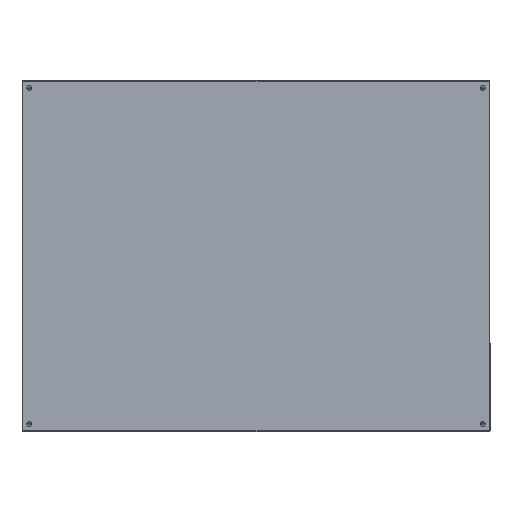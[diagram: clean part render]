
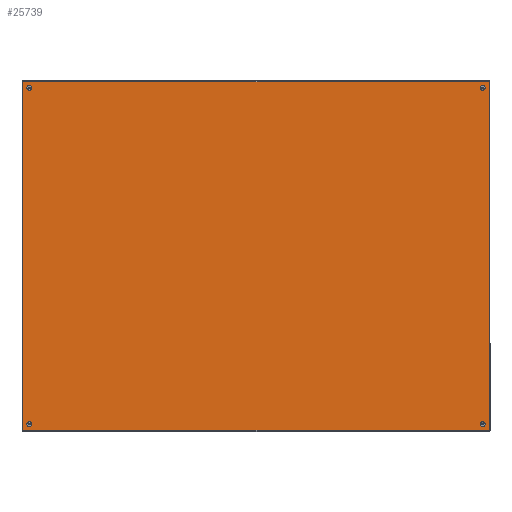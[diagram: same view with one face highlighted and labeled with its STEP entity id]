
A CAD part, left-side view. The second image highlights one B-rep face of the part: STEP entity #25739.
In plain terms, the highlighted face is planar.
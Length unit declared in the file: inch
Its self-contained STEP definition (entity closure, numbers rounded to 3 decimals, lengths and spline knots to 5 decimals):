
#1734 = CARTESIAN_POINT ( 'NONE',  ( 17.5, 0., 23.25 ) ) ;
#2087 = EDGE_CURVE ( 'NONE', #74980, #6102, #86898, .T. ) ;
#2207 = CARTESIAN_POINT ( 'NONE',  ( -17.25, 0., -23.25 ) ) ;
#2266 = DIRECTION ( 'NONE',  ( -1., 0., 0. ) ) ;
#5019 = PLANE ( 'NONE',  #25991 ) ;
#6102 = VERTEX_POINT ( 'NONE', #47498 ) ;
#8444 = DIRECTION ( 'NONE',  ( 0., -1., 0. ) ) ;
#9892 = CARTESIAN_POINT ( 'NONE',  ( -17.25, 0., 23.25 ) ) ;
#12036 = ORIENTED_EDGE ( 'NONE', *, *, #75240, .T. ) ;
#14989 = VECTOR ( 'NONE', #2266, 39.37008 ) ;
#15417 = VERTEX_POINT ( 'NONE', #54632 ) ;
#15706 = VERTEX_POINT ( 'NONE', #23857 ) ;
#15738 = VECTOR ( 'NONE', #82206, 39.37008 ) ;
#15807 = EDGE_CURVE ( 'NONE', #97048, #86727, #25841, .T. ) ;
#15847 = EDGE_CURVE ( 'NONE', #114381, #15417, #61895, .T. ) ;
#15874 = DIRECTION ( 'NONE',  ( -1., 0., 0. ) ) ;
#16130 = ORIENTED_EDGE ( 'NONE', *, *, #33237, .T. ) ;
#17447 = ORIENTED_EDGE ( 'NONE', *, *, #2087, .T. ) ;
#18023 = DIRECTION ( 'NONE',  ( 0., -1., 0. ) ) ;
#19097 = EDGE_CURVE ( 'NONE', #15706, #114381, #38723, .T. ) ;
#20181 = CARTESIAN_POINT ( 'NONE',  ( -17.892, 0., 23.928 ) ) ;
#23581 = CARTESIAN_POINT ( 'NONE',  ( 0., 0., 0. ) ) ;
#23857 = CARTESIAN_POINT ( 'NONE',  ( -17.892, 0., -23.928 ) ) ;
#24029 = AXIS2_PLACEMENT_3D ( 'NONE', #70831, #8444, #91394 ) ;
#24137 = CARTESIAN_POINT ( 'NONE',  ( -17., 0., 23.25 ) ) ;
#24764 = CARTESIAN_POINT ( 'NONE',  ( 17.25, 0., -23.25 ) ) ;
#25436 = VERTEX_POINT ( 'NONE', #103788 ) ;
#25739 = ADVANCED_FACE ( 'NONE', ( #79278, #105169, #97985, #80651, #89298 ), #5019, .T. ) ;
#25841 = CIRCLE ( 'NONE', #44176, 0.25 ) ;
#25991 = AXIS2_PLACEMENT_3D ( 'NONE', #23581, #97276, #60654 ) ;
#27927 = DIRECTION ( 'NONE',  ( 0., 0., 1. ) ) ;
#28135 = CARTESIAN_POINT ( 'NONE',  ( -17.25, 0., 23.25 ) ) ;
#29534 = CIRCLE ( 'NONE', #82880, 0.25 ) ;
#29614 = DIRECTION ( 'NONE',  ( -1., 0., 0. ) ) ;
#30562 = EDGE_LOOP ( 'NONE', ( #76290, #105890 ) ) ;
#31805 = AXIS2_PLACEMENT_3D ( 'NONE', #24764, #89993, #15874 ) ;
#33237 = EDGE_CURVE ( 'NONE', #66521, #77637, #113311, .T. ) ;
#38723 = LINE ( 'NONE', #46058, #54509 ) ;
#39968 = EDGE_CURVE ( 'NONE', #77637, #66521, #29534, .T. ) ;
#40985 = VERTEX_POINT ( 'NONE', #111698 ) ;
#42310 = ORIENTED_EDGE ( 'NONE', *, *, #66741, .T. ) ;
#43709 = EDGE_CURVE ( 'NONE', #15417, #40985, #86298, .T. ) ;
#44176 = AXIS2_PLACEMENT_3D ( 'NONE', #98754, #50883, #79433 ) ;
#44670 = EDGE_LOOP ( 'NONE', ( #90101, #73827, #98273, #48151 ) ) ;
#46058 = CARTESIAN_POINT ( 'NONE',  ( -17.892, 0., 0. ) ) ;
#47068 = CARTESIAN_POINT ( 'NONE',  ( -17.25, 0., -23.25 ) ) ;
#47498 = CARTESIAN_POINT ( 'NONE',  ( 17.5, 0., -23.25 ) ) ;
#48151 = ORIENTED_EDGE ( 'NONE', *, *, #15847, .T. ) ;
#49596 = EDGE_CURVE ( 'NONE', #86727, #97048, #108979, .T. ) ;
#50234 = VERTEX_POINT ( 'NONE', #82479 ) ;
#50883 = DIRECTION ( 'NONE',  ( 0., -1., 0. ) ) ;
#51622 = DIRECTION ( 'NONE',  ( -1., 0., 0. ) ) ;
#52007 = CARTESIAN_POINT ( 'NONE',  ( 17.25, 0., -23.25 ) ) ;
#54031 = LINE ( 'NONE', #57550, #14989 ) ;
#54509 = VECTOR ( 'NONE', #27927, 39.37008 ) ;
#54632 = CARTESIAN_POINT ( 'NONE',  ( 17.892, 0., 23.928 ) ) ;
#54708 = EDGE_CURVE ( 'NONE', #6102, #74980, #104530, .T. ) ;
#57035 = DIRECTION ( 'NONE',  ( 0., -1., 0. ) ) ;
#57550 = CARTESIAN_POINT ( 'NONE',  ( 0., 0., -23.928 ) ) ;
#57908 = ORIENTED_EDGE ( 'NONE', *, *, #39968, .T. ) ;
#60654 = DIRECTION ( 'NONE',  ( -1., 0., 0. ) ) ;
#61895 = LINE ( 'NONE', #100752, #15738 ) ;
#62364 = CARTESIAN_POINT ( 'NONE',  ( 17., 0., -23.25 ) ) ;
#62934 = CARTESIAN_POINT ( 'NONE',  ( 17.892, 0., 0. ) ) ;
#63584 = DIRECTION ( 'NONE',  ( 0., -1., 0. ) ) ;
#66521 = VERTEX_POINT ( 'NONE', #74737 ) ;
#66641 = DIRECTION ( 'NONE',  ( -1., 0., 0. ) ) ;
#66741 = EDGE_CURVE ( 'NONE', #25436, #50234, #106343, .T. ) ;
#70831 = CARTESIAN_POINT ( 'NONE',  ( 17.25, 0., 23.25 ) ) ;
#72797 = DIRECTION ( 'NONE',  ( -1., 0., 0. ) ) ;
#73827 = ORIENTED_EDGE ( 'NONE', *, *, #110932, .T. ) ;
#74074 = EDGE_LOOP ( 'NONE', ( #42310, #12036 ) ) ;
#74737 = CARTESIAN_POINT ( 'NONE',  ( -17.5, 0., 23.25 ) ) ;
#74980 = VERTEX_POINT ( 'NONE', #62364 ) ;
#75240 = EDGE_CURVE ( 'NONE', #50234, #25436, #115003, .T. ) ;
#76290 = ORIENTED_EDGE ( 'NONE', *, *, #15807, .T. ) ;
#77637 = VERTEX_POINT ( 'NONE', #24137 ) ;
#79129 = VECTOR ( 'NONE', #109645, 39.37008 ) ;
#79278 = FACE_OUTER_BOUND ( 'NONE', #44670, .T. ) ;
#79433 = DIRECTION ( 'NONE',  ( -1., 0., 0. ) ) ;
#80651 = FACE_BOUND ( 'NONE', #115156, .T. ) ;
#82206 = DIRECTION ( 'NONE',  ( 1., 0., 0. ) ) ;
#82479 = CARTESIAN_POINT ( 'NONE',  ( -17., 0., -23.25 ) ) ;
#82491 = DIRECTION ( 'NONE',  ( -1., 0., 0. ) ) ;
#82880 = AXIS2_PLACEMENT_3D ( 'NONE', #9892, #57035, #29614 ) ;
#86298 = LINE ( 'NONE', #62934, #79129 ) ;
#86727 = VERTEX_POINT ( 'NONE', #1734 ) ;
#86898 = CIRCLE ( 'NONE', #31805, 0.25 ) ;
#88994 = DIRECTION ( 'NONE',  ( 0., -1., 0. ) ) ;
#89298 = FACE_BOUND ( 'NONE', #74074, .T. ) ;
#89993 = DIRECTION ( 'NONE',  ( 0., -1., 0. ) ) ;
#90101 = ORIENTED_EDGE ( 'NONE', *, *, #43709, .T. ) ;
#91394 = DIRECTION ( 'NONE',  ( -1., 0., 0. ) ) ;
#97048 = VERTEX_POINT ( 'NONE', #119654 ) ;
#97276 = DIRECTION ( 'NONE',  ( 0., 1., 0. ) ) ;
#97478 = AXIS2_PLACEMENT_3D ( 'NONE', #28135, #18023, #82491 ) ;
#97726 = AXIS2_PLACEMENT_3D ( 'NONE', #2207, #103712, #66641 ) ;
#97985 = FACE_BOUND ( 'NONE', #105321, .T. ) ;
#98273 = ORIENTED_EDGE ( 'NONE', *, *, #19097, .T. ) ;
#98754 = CARTESIAN_POINT ( 'NONE',  ( 17.25, 0., 23.25 ) ) ;
#100752 = CARTESIAN_POINT ( 'NONE',  ( 0., 0., 23.928 ) ) ;
#103712 = DIRECTION ( 'NONE',  ( 0., -1., 0. ) ) ;
#103788 = CARTESIAN_POINT ( 'NONE',  ( -17.5, 0., -23.25 ) ) ;
#104530 = CIRCLE ( 'NONE', #108721, 0.25 ) ;
#105169 = FACE_BOUND ( 'NONE', #30562, .T. ) ;
#105272 = ORIENTED_EDGE ( 'NONE', *, *, #54708, .T. ) ;
#105321 = EDGE_LOOP ( 'NONE', ( #17447, #105272 ) ) ;
#105890 = ORIENTED_EDGE ( 'NONE', *, *, #49596, .T. ) ;
#106343 = CIRCLE ( 'NONE', #97726, 0.25 ) ;
#106585 = AXIS2_PLACEMENT_3D ( 'NONE', #47068, #63584, #72797 ) ;
#108721 = AXIS2_PLACEMENT_3D ( 'NONE', #52007, #88994, #51622 ) ;
#108979 = CIRCLE ( 'NONE', #24029, 0.25 ) ;
#109645 = DIRECTION ( 'NONE',  ( 0., 0., -1. ) ) ;
#110932 = EDGE_CURVE ( 'NONE', #40985, #15706, #54031, .T. ) ;
#111698 = CARTESIAN_POINT ( 'NONE',  ( 17.892, 0., -23.928 ) ) ;
#113311 = CIRCLE ( 'NONE', #97478, 0.25 ) ;
#114381 = VERTEX_POINT ( 'NONE', #20181 ) ;
#115003 = CIRCLE ( 'NONE', #106585, 0.25 ) ;
#115156 = EDGE_LOOP ( 'NONE', ( #16130, #57908 ) ) ;
#119654 = CARTESIAN_POINT ( 'NONE',  ( 17., 0., 23.25 ) ) ;
